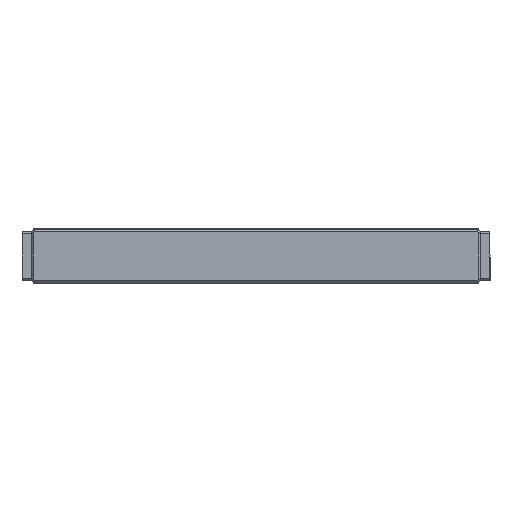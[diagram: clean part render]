
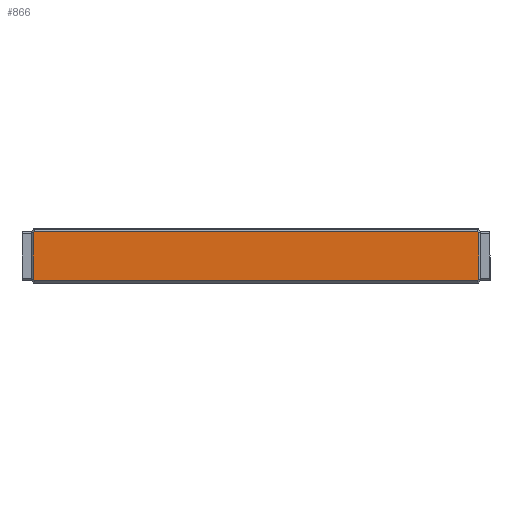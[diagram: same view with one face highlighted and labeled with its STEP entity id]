
A CAD part, front view. The second image highlights one B-rep face of the part: STEP entity #866.
In plain terms, the highlighted face is planar.
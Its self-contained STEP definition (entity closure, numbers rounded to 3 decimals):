
#866=ADVANCED_FACE('',(#1200),#1091,.T.);
#1091=PLANE('',#4168);
#1200=FACE_OUTER_BOUND('',#1329,.T.);
#1329=EDGE_LOOP('',(#1715,#1716,#1717,#1718,#1719,#1720,#1721,#1722));
#1715=ORIENTED_EDGE('',*,*,#3098,.T.);
#1716=ORIENTED_EDGE('',*,*,#3099,.F.);
#1717=ORIENTED_EDGE('',*,*,#3100,.T.);
#1718=ORIENTED_EDGE('',*,*,#3101,.T.);
#1719=ORIENTED_EDGE('',*,*,#3102,.T.);
#1720=ORIENTED_EDGE('',*,*,#3103,.F.);
#1721=ORIENTED_EDGE('',*,*,#3104,.T.);
#1722=ORIENTED_EDGE('',*,*,#3105,.T.);
#2727=VERTEX_POINT('',#5943);
#2728=VERTEX_POINT('',#5944);
#2729=VERTEX_POINT('',#5946);
#2730=VERTEX_POINT('',#5948);
#2731=VERTEX_POINT('',#5950);
#2732=VERTEX_POINT('',#5952);
#2733=VERTEX_POINT('',#5954);
#2734=VERTEX_POINT('',#5956);
#3098=EDGE_CURVE('',#2727,#2728,#3602,.T.);
#3099=EDGE_CURVE('',#2729,#2728,#3603,.T.);
#3100=EDGE_CURVE('',#2729,#2730,#3604,.T.);
#3101=EDGE_CURVE('',#2730,#2731,#3605,.T.);
#3102=EDGE_CURVE('',#2731,#2732,#3606,.T.);
#3103=EDGE_CURVE('',#2733,#2732,#3607,.T.);
#3104=EDGE_CURVE('',#2733,#2734,#3608,.T.);
#3105=EDGE_CURVE('',#2734,#2727,#3609,.T.);
#3602=LINE('',#5942,#3899);
#3603=LINE('',#5945,#3900);
#3604=LINE('',#5947,#3901);
#3605=LINE('',#5949,#3902);
#3606=LINE('',#5951,#3903);
#3607=LINE('',#5953,#3904);
#3608=LINE('',#5955,#3905);
#3609=LINE('',#5957,#3906);
#3899=VECTOR('',#4677,1.);
#3900=VECTOR('',#4678,1.);
#3901=VECTOR('',#4679,1.);
#3902=VECTOR('',#4680,1.);
#3903=VECTOR('',#4681,1.);
#3904=VECTOR('',#4682,1.);
#3905=VECTOR('',#4683,1.);
#3906=VECTOR('',#4684,1.);
#4168=AXIS2_PLACEMENT_3D('',#5958,#4685,#4686);
#4677=DIRECTION('',(-1.,0.,0.));
#4678=DIRECTION('',(0.577,-0.816,0.));
#4679=DIRECTION('',(0.,1.,0.));
#4680=DIRECTION('',(0.577,0.816,0.));
#4681=DIRECTION('',(1.,0.,0.));
#4682=DIRECTION('',(-0.577,0.816,0.));
#4683=DIRECTION('',(0.,-1.,0.));
#4684=DIRECTION('',(-0.577,-0.816,0.));
#4685=DIRECTION('',(0.,0.,-1.));
#4686=DIRECTION('',(-1.,0.,0.));
#5942=CARTESIAN_POINT('',(-50.,-5.5,-6.));
#5943=CARTESIAN_POINT('',(49.3,-5.5,-6.));
#5944=CARTESIAN_POINT('',(-49.3,-5.5,-6.));
#5945=CARTESIAN_POINT('',(-49.582,-5.101,-6.));
#5946=CARTESIAN_POINT('',(-49.5,-5.217,-6.));
#5947=CARTESIAN_POINT('',(-49.5,5.5,-6.));
#5948=CARTESIAN_POINT('',(-49.5,5.217,-6.));
#5949=CARTESIAN_POINT('',(-54.954,-2.497,-6.));
#5950=CARTESIAN_POINT('',(-49.3,5.5,-6.));
#5951=CARTESIAN_POINT('',(-50.,5.5,-6.));
#5952=CARTESIAN_POINT('',(49.3,5.5,-6.));
#5953=CARTESIAN_POINT('',(49.582,5.101,-6.));
#5954=CARTESIAN_POINT('',(49.5,5.217,-6.));
#5955=CARTESIAN_POINT('',(49.5,-6.,-6.));
#5956=CARTESIAN_POINT('',(49.5,-5.217,-6.));
#5957=CARTESIAN_POINT('',(15.964,-52.644,-6.));
#5958=CARTESIAN_POINT('',(-50.,-6.,-6.));
